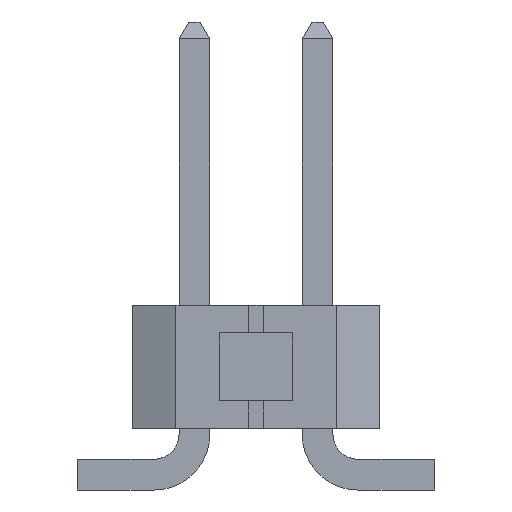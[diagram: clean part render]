
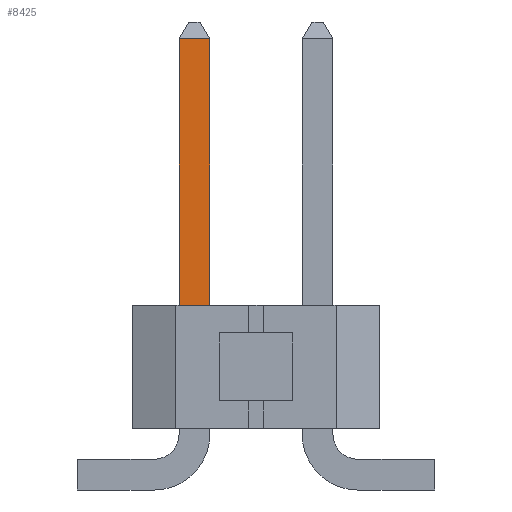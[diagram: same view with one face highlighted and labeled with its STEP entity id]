
A CAD part, left-side view. The second image highlights one B-rep face of the part: STEP entity #8425.
In plain terms, the highlighted planar face has unit normal (-1, 0, 0).
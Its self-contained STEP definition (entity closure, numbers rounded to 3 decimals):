
#740 = CARTESIAN_POINT ( 'NONE',  ( -15.558, 0.953, 3.81 ) ) ;
#3012 = CARTESIAN_POINT ( 'NONE',  ( -15.558, 2.098, 9.304 ) ) ;
#3597 = CARTESIAN_POINT ( 'NONE',  ( -15.558, 0.953, 9.304 ) ) ;
#3733 = DIRECTION ( 'NONE',  ( 0., 0., 1. ) ) ;
#4620 = LINE ( 'NONE', #3012, #28032 ) ;
#5323 = CARTESIAN_POINT ( 'NONE',  ( -15.558, 0.953, 1.145 ) ) ;
#7027 = EDGE_CURVE ( 'NONE', #11868, #14234, #31521, .T. ) ;
#8425 = ADVANCED_FACE ( 'NONE', ( #26539 ), #31443, .F. ) ;
#8815 = DIRECTION ( 'NONE',  ( 0., 0., -1. ) ) ;
#11868 = VERTEX_POINT ( 'NONE', #3597 ) ;
#12193 = CARTESIAN_POINT ( 'NONE',  ( -15.558, 1.588, 3.81 ) ) ;
#12500 = DIRECTION ( 'NONE',  ( 1., 0., 0. ) ) ;
#12960 = CARTESIAN_POINT ( 'NONE',  ( -15.558, 0., 3.81 ) ) ;
#13037 = CARTESIAN_POINT ( 'NONE',  ( -15.558, 1.588, 9.65 ) ) ;
#13340 = VERTEX_POINT ( 'NONE', #12193 ) ;
#14091 = VECTOR ( 'NONE', #8815, 1000. ) ;
#14234 = VERTEX_POINT ( 'NONE', #740 ) ;
#14461 = LINE ( 'NONE', #12960, #40833 ) ;
#15517 = DIRECTION ( 'NONE',  ( 0., 1., 0. ) ) ;
#16509 = ORIENTED_EDGE ( 'NONE', *, *, #7027, .F. ) ;
#16795 = EDGE_LOOP ( 'NONE', ( #16509, #41033, #36956, #27428 ) ) ;
#17182 = AXIS2_PLACEMENT_3D ( 'NONE', #34513, #12500, #25328 ) ;
#17926 = EDGE_CURVE ( 'NONE', #13340, #31549, #34108, .T. ) ;
#19648 = EDGE_CURVE ( 'NONE', #14234, #13340, #14461, .T. ) ;
#25328 = DIRECTION ( 'NONE',  ( 0., 0., -1. ) ) ;
#26207 = VECTOR ( 'NONE', #3733, 1000. ) ;
#26539 = FACE_OUTER_BOUND ( 'NONE', #16795, .T. ) ;
#27428 = ORIENTED_EDGE ( 'NONE', *, *, #19648, .F. ) ;
#28032 = VECTOR ( 'NONE', #15517, 1000. ) ;
#31443 = PLANE ( 'NONE',  #17182 ) ;
#31521 = LINE ( 'NONE', #5323, #14091 ) ;
#31549 = VERTEX_POINT ( 'NONE', #32277 ) ;
#32277 = CARTESIAN_POINT ( 'NONE',  ( -15.558, 1.588, 9.304 ) ) ;
#34063 = EDGE_CURVE ( 'NONE', #11868, #31549, #4620, .T. ) ;
#34108 = LINE ( 'NONE', #13037, #26207 ) ;
#34513 = CARTESIAN_POINT ( 'NONE',  ( -15.558, 2.098, 1.145 ) ) ;
#35104 = DIRECTION ( 'NONE',  ( 0., 1., 0. ) ) ;
#36956 = ORIENTED_EDGE ( 'NONE', *, *, #17926, .F. ) ;
#40833 = VECTOR ( 'NONE', #35104, 1000. ) ;
#41033 = ORIENTED_EDGE ( 'NONE', *, *, #34063, .T. ) ;
